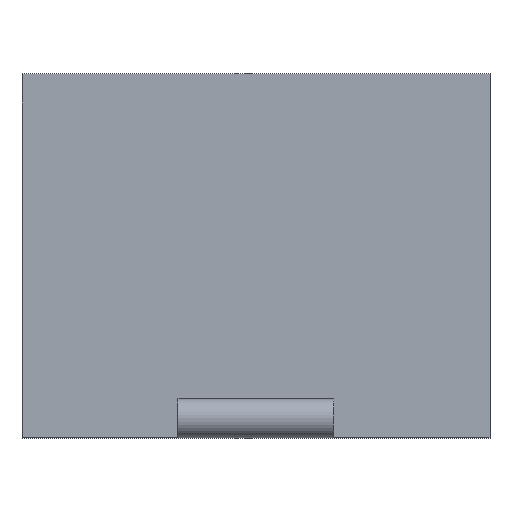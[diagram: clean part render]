
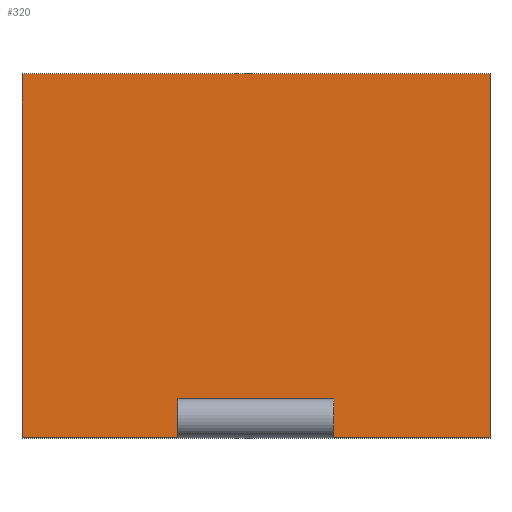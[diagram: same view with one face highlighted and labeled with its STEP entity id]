
A CAD part, top view. The second image highlights one B-rep face of the part: STEP entity #320.
In plain terms, the highlighted planar face has unit normal (0, 0, 1).
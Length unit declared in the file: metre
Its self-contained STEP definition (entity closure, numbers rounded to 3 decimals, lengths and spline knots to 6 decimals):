
#24 = VERTEX_POINT('',#25);
#25 = CARTESIAN_POINT('',(0.,0.,35.));
#32 = PLANE('',#33);
#33 = AXIS2_PLACEMENT_3D('',#34,#35,#36);
#34 = CARTESIAN_POINT('',(0.,0.,0.));
#35 = DIRECTION('',(1.,0.,-0.));
#36 = DIRECTION('',(0.,0.,1.));
#44 = PLANE('',#45);
#45 = AXIS2_PLACEMENT_3D('',#46,#47,#48);
#46 = CARTESIAN_POINT('',(0.,0.,0.));
#47 = DIRECTION('',(-0.,1.,0.));
#48 = DIRECTION('',(0.,0.,1.));
#85 = VERTEX_POINT('',#86);
#86 = CARTESIAN_POINT('',(0.,140.,35.));
#100 = PLANE('',#101);
#101 = AXIS2_PLACEMENT_3D('',#102,#103,#104);
#102 = CARTESIAN_POINT('',(0.,140.,0.));
#103 = DIRECTION('',(-0.,1.,0.));
#104 = DIRECTION('',(0.,0.,1.));
#112 = EDGE_CURVE('',#24,#85,#113,.T.);
#113 = SURFACE_CURVE('',#114,(#118,#125),.PCURVE_S1.);
#114 = LINE('',#115,#116);
#115 = CARTESIAN_POINT('',(0.,0.,35.));
#116 = VECTOR('',#117,1.);
#117 = DIRECTION('',(-0.,1.,0.));
#118 = PCURVE('',#32,#119);
#119 = DEFINITIONAL_REPRESENTATION('',(#120),#124);
#120 = LINE('',#121,#122);
#121 = CARTESIAN_POINT('',(35.,0.));
#122 = VECTOR('',#123,1.);
#123 = DIRECTION('',(0.,-1.));
#124 = ( GEOMETRIC_REPRESENTATION_CONTEXT(2) 
PARAMETRIC_REPRESENTATION_CONTEXT() REPRESENTATION_CONTEXT('2D SPACE',''
  ) );
#125 = PCURVE('',#126,#131);
#126 = PLANE('',#127);
#127 = AXIS2_PLACEMENT_3D('',#128,#129,#130);
#128 = CARTESIAN_POINT('',(0.,0.,35.));
#129 = DIRECTION('',(0.,0.,1.));
#130 = DIRECTION('',(1.,0.,-0.));
#131 = DEFINITIONAL_REPRESENTATION('',(#132),#136);
#132 = LINE('',#133,#134);
#133 = CARTESIAN_POINT('',(0.,0.));
#134 = VECTOR('',#135,1.);
#135 = DIRECTION('',(0.,1.));
#136 = ( GEOMETRIC_REPRESENTATION_CONTEXT(2) 
PARAMETRIC_REPRESENTATION_CONTEXT() REPRESENTATION_CONTEXT('2D SPACE',''
  ) );
#141 = EDGE_CURVE('',#24,#142,#144,.T.);
#142 = VERTEX_POINT('',#143);
#143 = CARTESIAN_POINT('',(60.,0.,35.));
#144 = SURFACE_CURVE('',#145,(#149,#156),.PCURVE_S1.);
#145 = LINE('',#146,#147);
#146 = CARTESIAN_POINT('',(0.,0.,35.));
#147 = VECTOR('',#148,1.);
#148 = DIRECTION('',(1.,0.,-0.));
#149 = PCURVE('',#44,#150);
#150 = DEFINITIONAL_REPRESENTATION('',(#151),#155);
#151 = LINE('',#152,#153);
#152 = CARTESIAN_POINT('',(35.,0.));
#153 = VECTOR('',#154,1.);
#154 = DIRECTION('',(0.,1.));
#155 = ( GEOMETRIC_REPRESENTATION_CONTEXT(2) 
PARAMETRIC_REPRESENTATION_CONTEXT() REPRESENTATION_CONTEXT('2D SPACE',''
  ) );
#156 = PCURVE('',#126,#157);
#157 = DEFINITIONAL_REPRESENTATION('',(#158),#162);
#158 = LINE('',#159,#160);
#159 = CARTESIAN_POINT('',(0.,0.));
#160 = VECTOR('',#161,1.);
#161 = DIRECTION('',(1.,0.));
#162 = ( GEOMETRIC_REPRESENTATION_CONTEXT(2) 
PARAMETRIC_REPRESENTATION_CONTEXT() REPRESENTATION_CONTEXT('2D SPACE',''
  ) );
#180 = PLANE('',#181);
#181 = AXIS2_PLACEMENT_3D('',#182,#183,#184);
#182 = CARTESIAN_POINT('',(60.,0.,35.));
#183 = DIRECTION('',(1.,0.,-0.));
#184 = DIRECTION('',(0.,0.,1.));
#221 = VERTEX_POINT('',#222);
#222 = CARTESIAN_POINT('',(120.,0.,35.));
#236 = PLANE('',#237);
#237 = AXIS2_PLACEMENT_3D('',#238,#239,#240);
#238 = CARTESIAN_POINT('',(120.,0.,35.));
#239 = DIRECTION('',(1.,0.,-0.));
#240 = DIRECTION('',(0.,0.,1.));
#248 = EDGE_CURVE('',#221,#249,#251,.T.);
#249 = VERTEX_POINT('',#250);
#250 = CARTESIAN_POINT('',(180.,0.,35.));
#251 = SURFACE_CURVE('',#252,(#256,#263),.PCURVE_S1.);
#252 = LINE('',#253,#254);
#253 = CARTESIAN_POINT('',(0.,0.,35.));
#254 = VECTOR('',#255,1.);
#255 = DIRECTION('',(1.,0.,-0.));
#256 = PCURVE('',#44,#257);
#257 = DEFINITIONAL_REPRESENTATION('',(#258),#262);
#258 = LINE('',#259,#260);
#259 = CARTESIAN_POINT('',(35.,0.));
#260 = VECTOR('',#261,1.);
#261 = DIRECTION('',(0.,1.));
#262 = ( GEOMETRIC_REPRESENTATION_CONTEXT(2) 
PARAMETRIC_REPRESENTATION_CONTEXT() REPRESENTATION_CONTEXT('2D SPACE',''
  ) );
#263 = PCURVE('',#126,#264);
#264 = DEFINITIONAL_REPRESENTATION('',(#265),#269);
#265 = LINE('',#266,#267);
#266 = CARTESIAN_POINT('',(0.,0.));
#267 = VECTOR('',#268,1.);
#268 = DIRECTION('',(1.,0.));
#269 = ( GEOMETRIC_REPRESENTATION_CONTEXT(2) 
PARAMETRIC_REPRESENTATION_CONTEXT() REPRESENTATION_CONTEXT('2D SPACE',''
  ) );
#287 = PLANE('',#288);
#288 = AXIS2_PLACEMENT_3D('',#289,#290,#291);
#289 = CARTESIAN_POINT('',(180.,0.,0.));
#290 = DIRECTION('',(1.,0.,-0.));
#291 = DIRECTION('',(0.,0.,1.));
#320 = ADVANCED_FACE('',(#321),#126,.T.);
#321 = FACE_BOUND('',#322,.T.);
#322 = EDGE_LOOP('',(#323,#346,#347,#348,#371,#399,#420,#421));
#323 = ORIENTED_EDGE('',*,*,#324,.F.);
#324 = EDGE_CURVE('',#85,#325,#327,.T.);
#325 = VERTEX_POINT('',#326);
#326 = CARTESIAN_POINT('',(180.,140.,35.));
#327 = SURFACE_CURVE('',#328,(#332,#339),.PCURVE_S1.);
#328 = LINE('',#329,#330);
#329 = CARTESIAN_POINT('',(0.,140.,35.));
#330 = VECTOR('',#331,1.);
#331 = DIRECTION('',(1.,0.,-0.));
#332 = PCURVE('',#126,#333);
#333 = DEFINITIONAL_REPRESENTATION('',(#334),#338);
#334 = LINE('',#335,#336);
#335 = CARTESIAN_POINT('',(0.,140.));
#336 = VECTOR('',#337,1.);
#337 = DIRECTION('',(1.,0.));
#338 = ( GEOMETRIC_REPRESENTATION_CONTEXT(2) 
PARAMETRIC_REPRESENTATION_CONTEXT() REPRESENTATION_CONTEXT('2D SPACE',''
  ) );
#339 = PCURVE('',#100,#340);
#340 = DEFINITIONAL_REPRESENTATION('',(#341),#345);
#341 = LINE('',#342,#343);
#342 = CARTESIAN_POINT('',(35.,0.));
#343 = VECTOR('',#344,1.);
#344 = DIRECTION('',(0.,1.));
#345 = ( GEOMETRIC_REPRESENTATION_CONTEXT(2) 
PARAMETRIC_REPRESENTATION_CONTEXT() REPRESENTATION_CONTEXT('2D SPACE',''
  ) );
#346 = ORIENTED_EDGE('',*,*,#112,.F.);
#347 = ORIENTED_EDGE('',*,*,#141,.T.);
#348 = ORIENTED_EDGE('',*,*,#349,.T.);
#349 = EDGE_CURVE('',#142,#350,#352,.T.);
#350 = VERTEX_POINT('',#351);
#351 = CARTESIAN_POINT('',(60.,15.,35.));
#352 = SURFACE_CURVE('',#353,(#357,#364),.PCURVE_S1.);
#353 = LINE('',#354,#355);
#354 = CARTESIAN_POINT('',(60.,0.,35.));
#355 = VECTOR('',#356,1.);
#356 = DIRECTION('',(0.,1.,0.));
#357 = PCURVE('',#126,#358);
#358 = DEFINITIONAL_REPRESENTATION('',(#359),#363);
#359 = LINE('',#360,#361);
#360 = CARTESIAN_POINT('',(60.,0.));
#361 = VECTOR('',#362,1.);
#362 = DIRECTION('',(0.,1.));
#363 = ( GEOMETRIC_REPRESENTATION_CONTEXT(2) 
PARAMETRIC_REPRESENTATION_CONTEXT() REPRESENTATION_CONTEXT('2D SPACE',''
  ) );
#364 = PCURVE('',#180,#365);
#365 = DEFINITIONAL_REPRESENTATION('',(#366),#370);
#366 = LINE('',#367,#368);
#367 = CARTESIAN_POINT('',(0.,0.));
#368 = VECTOR('',#369,1.);
#369 = DIRECTION('',(0.,-1.));
#370 = ( GEOMETRIC_REPRESENTATION_CONTEXT(2) 
PARAMETRIC_REPRESENTATION_CONTEXT() REPRESENTATION_CONTEXT('2D SPACE',''
  ) );
#371 = ORIENTED_EDGE('',*,*,#372,.T.);
#372 = EDGE_CURVE('',#350,#373,#375,.T.);
#373 = VERTEX_POINT('',#374);
#374 = CARTESIAN_POINT('',(120.,15.,35.));
#375 = SURFACE_CURVE('',#376,(#380,#387),.PCURVE_S1.);
#376 = LINE('',#377,#378);
#377 = CARTESIAN_POINT('',(60.,15.,35.));
#378 = VECTOR('',#379,1.);
#379 = DIRECTION('',(1.,0.,-0.));
#380 = PCURVE('',#126,#381);
#381 = DEFINITIONAL_REPRESENTATION('',(#382),#386);
#382 = LINE('',#383,#384);
#383 = CARTESIAN_POINT('',(60.,15.));
#384 = VECTOR('',#385,1.);
#385 = DIRECTION('',(1.,0.));
#386 = ( GEOMETRIC_REPRESENTATION_CONTEXT(2) 
PARAMETRIC_REPRESENTATION_CONTEXT() REPRESENTATION_CONTEXT('2D SPACE',''
  ) );
#387 = PCURVE('',#388,#393);
#388 = PLANE('',#389);
#389 = AXIS2_PLACEMENT_3D('',#390,#391,#392);
#390 = CARTESIAN_POINT('',(60.,15.,35.));
#391 = DIRECTION('',(-0.,1.,0.));
#392 = DIRECTION('',(0.,0.,1.));
#393 = DEFINITIONAL_REPRESENTATION('',(#394),#398);
#394 = LINE('',#395,#396);
#395 = CARTESIAN_POINT('',(0.,0.));
#396 = VECTOR('',#397,1.);
#397 = DIRECTION('',(0.,1.));
#398 = ( GEOMETRIC_REPRESENTATION_CONTEXT(2) 
PARAMETRIC_REPRESENTATION_CONTEXT() REPRESENTATION_CONTEXT('2D SPACE',''
  ) );
#399 = ORIENTED_EDGE('',*,*,#400,.T.);
#400 = EDGE_CURVE('',#373,#221,#401,.T.);
#401 = SURFACE_CURVE('',#402,(#406,#413),.PCURVE_S1.);
#402 = LINE('',#403,#404);
#403 = CARTESIAN_POINT('',(120.,15.,35.));
#404 = VECTOR('',#405,1.);
#405 = DIRECTION('',(0.,-1.,0.));
#406 = PCURVE('',#126,#407);
#407 = DEFINITIONAL_REPRESENTATION('',(#408),#412);
#408 = LINE('',#409,#410);
#409 = CARTESIAN_POINT('',(120.,15.));
#410 = VECTOR('',#411,1.);
#411 = DIRECTION('',(0.,-1.));
#412 = ( GEOMETRIC_REPRESENTATION_CONTEXT(2) 
PARAMETRIC_REPRESENTATION_CONTEXT() REPRESENTATION_CONTEXT('2D SPACE',''
  ) );
#413 = PCURVE('',#236,#414);
#414 = DEFINITIONAL_REPRESENTATION('',(#415),#419);
#415 = LINE('',#416,#417);
#416 = CARTESIAN_POINT('',(0.,-15.));
#417 = VECTOR('',#418,1.);
#418 = DIRECTION('',(0.,1.));
#419 = ( GEOMETRIC_REPRESENTATION_CONTEXT(2) 
PARAMETRIC_REPRESENTATION_CONTEXT() REPRESENTATION_CONTEXT('2D SPACE',''
  ) );
#420 = ORIENTED_EDGE('',*,*,#248,.T.);
#421 = ORIENTED_EDGE('',*,*,#422,.T.);
#422 = EDGE_CURVE('',#249,#325,#423,.T.);
#423 = SURFACE_CURVE('',#424,(#428,#435),.PCURVE_S1.);
#424 = LINE('',#425,#426);
#425 = CARTESIAN_POINT('',(180.,0.,35.));
#426 = VECTOR('',#427,1.);
#427 = DIRECTION('',(0.,1.,0.));
#428 = PCURVE('',#126,#429);
#429 = DEFINITIONAL_REPRESENTATION('',(#430),#434);
#430 = LINE('',#431,#432);
#431 = CARTESIAN_POINT('',(180.,0.));
#432 = VECTOR('',#433,1.);
#433 = DIRECTION('',(0.,1.));
#434 = ( GEOMETRIC_REPRESENTATION_CONTEXT(2) 
PARAMETRIC_REPRESENTATION_CONTEXT() REPRESENTATION_CONTEXT('2D SPACE',''
  ) );
#435 = PCURVE('',#287,#436);
#436 = DEFINITIONAL_REPRESENTATION('',(#437),#441);
#437 = LINE('',#438,#439);
#438 = CARTESIAN_POINT('',(35.,0.));
#439 = VECTOR('',#440,1.);
#440 = DIRECTION('',(0.,-1.));
#441 = ( GEOMETRIC_REPRESENTATION_CONTEXT(2) 
PARAMETRIC_REPRESENTATION_CONTEXT() REPRESENTATION_CONTEXT('2D SPACE',''
  ) );
